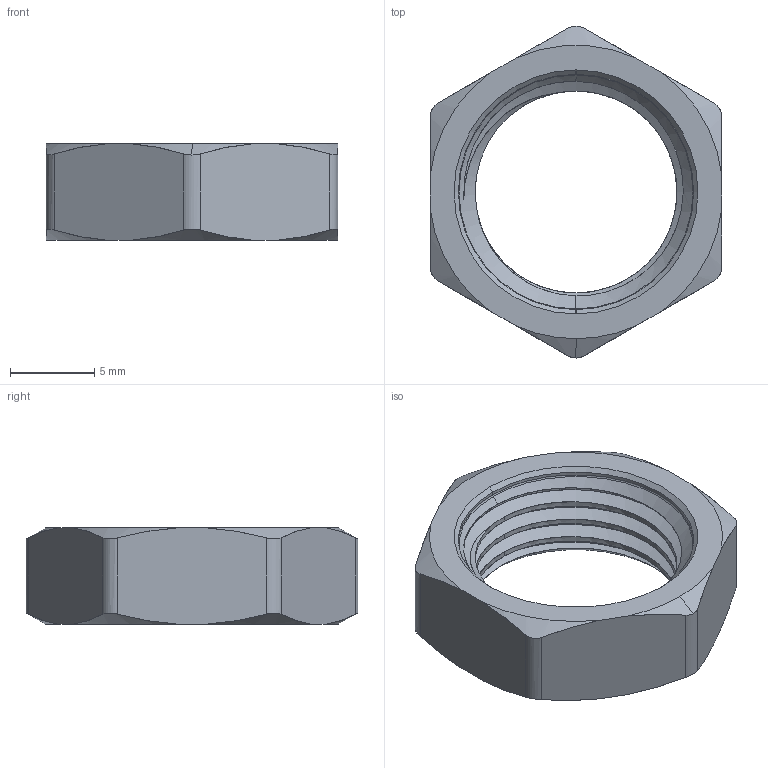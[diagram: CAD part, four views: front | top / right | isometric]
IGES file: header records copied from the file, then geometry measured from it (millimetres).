
Start section: SolidWorks IGES file using analytic representation for surfaces
Global section: file name: E-F-250021.IGS; native system: SolidWorks 2022; preprocessor: SolidWorks 2022; author: WTsang; date: 250303.151203; units: millimetre
Bounding box: 17.36 x 19.73 x 5.71 mm (x, y, z)
Surface area: 890.5 mm2 (no closed solid volume)
Topology: 0 solids, 0 shells, 50 faces, 462 edges, 462 vertices
Faces by surface type: revolution 39, bspline 11
